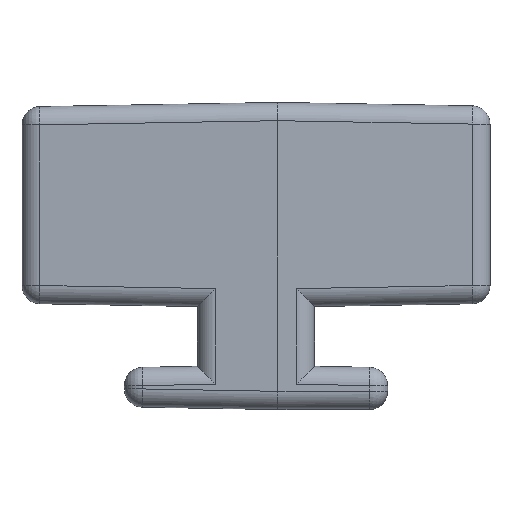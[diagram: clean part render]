
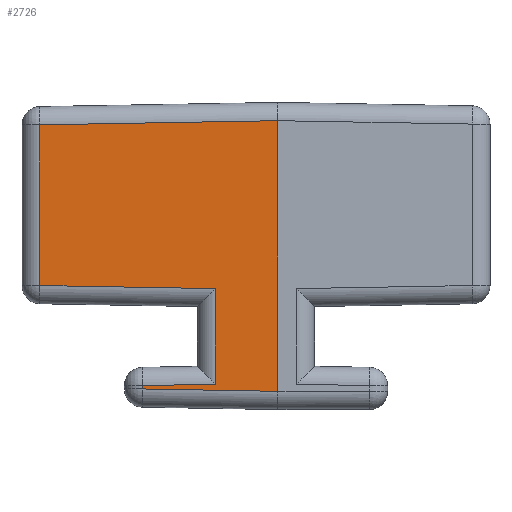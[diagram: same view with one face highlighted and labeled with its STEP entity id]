
A CAD part, front view. The second image highlights one B-rep face of the part: STEP entity #2726.
In plain terms, the highlighted planar face has unit normal (-0.018, -1, 0).
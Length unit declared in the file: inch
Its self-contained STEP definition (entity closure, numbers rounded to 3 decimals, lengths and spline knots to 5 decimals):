
#1615=CARTESIAN_POINT('Vertex',(-0.17336,0.00466,0.07944)) ;
#1618=CARTESIAN_POINT('Line Origine',(-0.45313,0.00955,0.08433)) ;
#1622=CARTESIAN_POINT('Vertex',(-0.92336,0.01775,0.09253)) ;
#1818=CARTESIAN_POINT('Vertex',(-0.92336,0.01775,0.77926)) ;
#1821=CARTESIAN_POINT('Line Origine',(-0.92336,0.01775,0.21875)) ;
#2674=CARTESIAN_POINT('Axis2P3D Location',(0.09375,0.,0.21875)) ;
#2680=CARTESIAN_POINT('Control Point',(-0.17336,0.00466,-0.32944)) ;
#2681=CARTESIAN_POINT('Control Point',(-0.48586,0.01012,-0.3349)) ;
#2682=CARTESIAN_POINT('Vertex',(-0.17336,0.00466,-0.32944)) ;
#2684=CARTESIAN_POINT('Vertex',(-0.48586,0.01012,-0.3349)) ;
#2687=CARTESIAN_POINT('Line Origine',(-0.48586,0.01012,0.21875)) ;
#2691=CARTESIAN_POINT('Vertex',(-0.48586,0.01012,-0.34939)) ;
#2695=CARTESIAN_POINT('Control Point',(0.09375,0.,-0.35951)) ;
#2696=CARTESIAN_POINT('Control Point',(-0.48586,0.01012,-0.34939)) ;
#2697=CARTESIAN_POINT('Vertex',(0.09375,0.,-0.3595)) ;
#2700=CARTESIAN_POINT('Line Origine',(0.09375,0.,0.21875)) ;
#2704=CARTESIAN_POINT('Vertex',(0.09375,0.,0.79701)) ;
#2708=CARTESIAN_POINT('Control Point',(-0.92336,0.01775,0.77926)) ;
#2709=CARTESIAN_POINT('Control Point',(0.09375,0.,0.79701)) ;
#2711=CARTESIAN_POINT('Line Origine',(-0.17336,0.00466,0.21875)) ;
#1619=DIRECTION('Vector Direction',(-1.,0.017,0.017)) ;
#1822=DIRECTION('Vector Direction',(0.,0.,1.)) ;
#2675=DIRECTION('Axis2P3D Direction',(-0.017,-1.,0.)) ;
#2676=DIRECTION('Axis2P3D XDirection',(0.,0.,1.)) ;
#2688=DIRECTION('Vector Direction',(0.,0.,1.)) ;
#2701=DIRECTION('Vector Direction',(0.,0.,1.)) ;
#2712=DIRECTION('Vector Direction',(0.,0.,1.)) ;
#2677=AXIS2_PLACEMENT_3D('Plane Axis2P3D',#2674,#2675,#2676) ;
#2717=ORIENTED_EDGE('',*,*,#2686,.T.) ;
#2718=ORIENTED_EDGE('',*,*,#2693,.F.) ;
#2719=ORIENTED_EDGE('',*,*,#2699,.F.) ;
#2720=ORIENTED_EDGE('',*,*,#2706,.F.) ;
#2721=ORIENTED_EDGE('',*,*,#2710,.F.) ;
#2722=ORIENTED_EDGE('',*,*,#1825,.T.) ;
#2723=ORIENTED_EDGE('',*,*,#1624,.T.) ;
#2724=ORIENTED_EDGE('',*,*,#2715,.F.) ;
#1620=VECTOR('Line Direction',#1619,0.03937) ;
#1823=VECTOR('Line Direction',#1822,0.03937) ;
#2689=VECTOR('Line Direction',#2688,0.03937) ;
#2702=VECTOR('Line Direction',#2701,0.03937) ;
#2713=VECTOR('Line Direction',#2712,0.03937) ;
#2726=ADVANCED_FACE('MASTER MODEL',(#2725),#2678,.T.) ;
#2679=B_SPLINE_CURVE_WITH_KNOTS('',1,(#2680,#2681),.UNSPECIFIED.,.F.,.U.,(2,2),(-7.10816,0.83176),.UNSPECIFIED.) ;
#2694=B_SPLINE_CURVE_WITH_KNOTS('',1,(#2695,#2696),.UNSPECIFIED.,.F.,.U.,(2,2),(-13.89486,0.83176),.UNSPECIFIED.) ;
#2707=B_SPLINE_CURVE_WITH_KNOTS('',1,(#2708,#2709),.UNSPECIFIED.,.F.,.U.,(2,2),(-11.94829,13.89421),.UNSPECIFIED.) ;
#1624=EDGE_CURVE('',#1623,#1616,#1621,.F.) ;
#1825=EDGE_CURVE('',#1819,#1623,#1824,.F.) ;
#2686=EDGE_CURVE('',#2683,#2685,#2679,.T.) ;
#2693=EDGE_CURVE('',#2692,#2685,#2690,.T.) ;
#2699=EDGE_CURVE('',#2698,#2692,#2694,.T.) ;
#2706=EDGE_CURVE('',#2705,#2698,#2703,.F.) ;
#2710=EDGE_CURVE('',#1819,#2705,#2707,.T.) ;
#2715=EDGE_CURVE('',#2683,#1616,#2714,.T.) ;
#2716=EDGE_LOOP('',(#2717,#2718,#2719,#2720,#2721,#2722,#2723,#2724)) ;
#2725=FACE_OUTER_BOUND('',#2716,.T.) ;
#1621=LINE('Line',#1618,#1620) ;
#1824=LINE('Line',#1821,#1823) ;
#2690=LINE('Line',#2687,#2689) ;
#2703=LINE('Line',#2700,#2702) ;
#2714=LINE('Line',#2711,#2713) ;
#2678=PLANE('',#2677) ;
#1616=VERTEX_POINT('',#1615) ;
#1623=VERTEX_POINT('',#1622) ;
#1819=VERTEX_POINT('',#1818) ;
#2683=VERTEX_POINT('',#2682) ;
#2685=VERTEX_POINT('',#2684) ;
#2692=VERTEX_POINT('',#2691) ;
#2698=VERTEX_POINT('',#2697) ;
#2705=VERTEX_POINT('',#2704) ;
